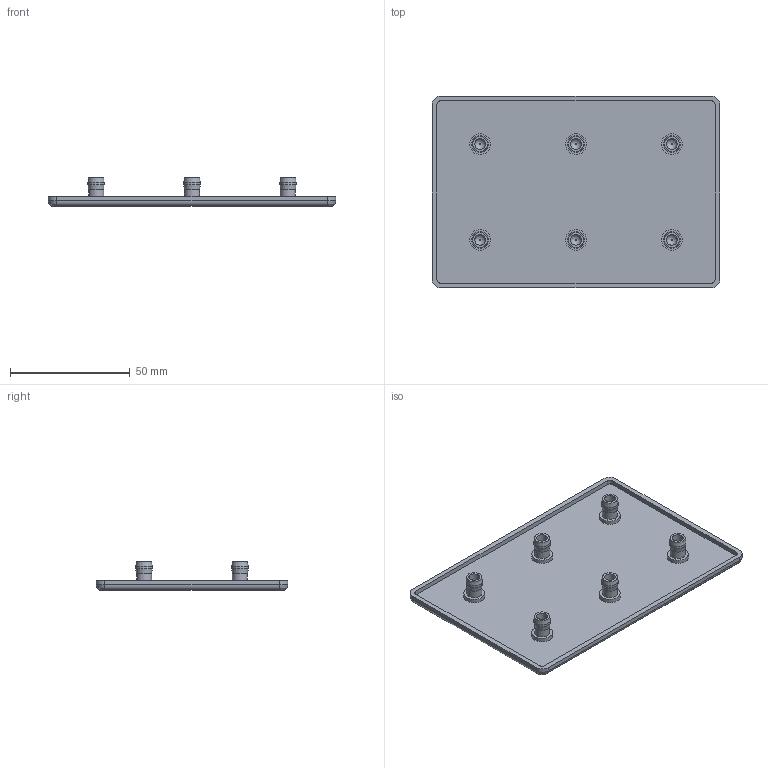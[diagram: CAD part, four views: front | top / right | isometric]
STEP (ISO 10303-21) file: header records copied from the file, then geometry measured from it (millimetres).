
FILE_DESCRIPTION((''),'2;1');
FILE_NAME('SZ0025S-A.stp','2013-08-20T07:56:53',('janine behrens'),(''),'Autodesk Inventor 2012','Autodesk Inventor 2012','');
FILE_SCHEMA(('AUTOMOTIVE_DESIGN { 1 0 10303 214 1 1 1 1 }'));
Length unit declared in the file: millimetre
Products named in the file (1): SZ0025S-A
Bounding box: 120 x 80 x 12 mm (x, y, z)
Volume: 21869.3 mm3; surface area: 23034.2 mm2
Topology: 1 solids, 1 shells, 87 faces, 166 edges, 100 vertices
Faces by surface type: cylinder 36, plane 29, cone 12, bspline 10
Full cylindrical faces by diameter (mm): 4.5 x6, 6.3 x6, 6.9 x6, 8.7 x6
Entity records: 2410 total; most frequent: CARTESIAN_POINT 752, DIRECTION 368, ORIENTED_EDGE 248, AXIS2_PLACEMENT_3D 166, EDGE_LOOP 148, EDGE_CURVE 124, VERTEX_POINT 100, CIRCLE 88
